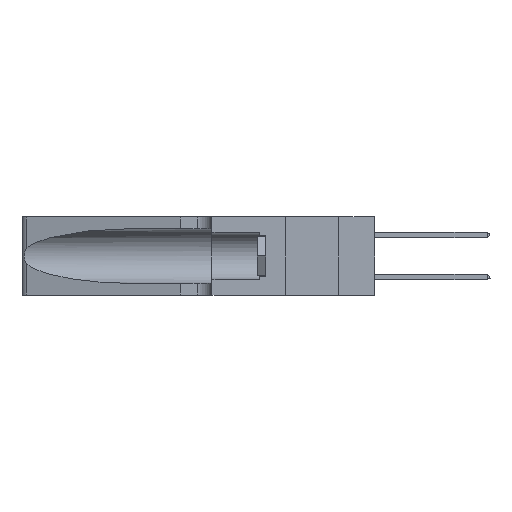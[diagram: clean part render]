
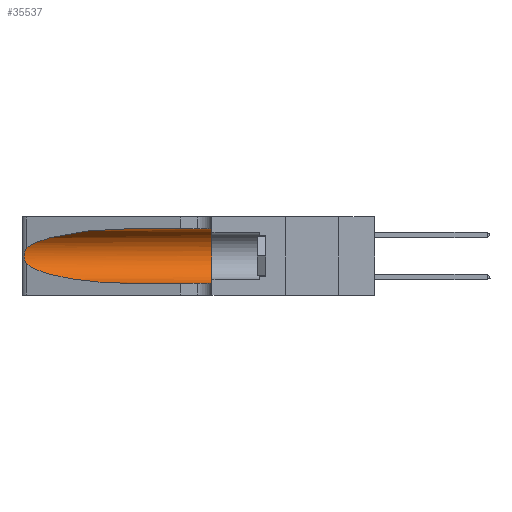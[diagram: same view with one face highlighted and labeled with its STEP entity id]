
A CAD part, left-side view. The second image highlights one B-rep face of the part: STEP entity #35537.
In plain terms, the highlighted cylindrical face has radius 3.308 mm (diameter 6.617 mm), a partial arc.
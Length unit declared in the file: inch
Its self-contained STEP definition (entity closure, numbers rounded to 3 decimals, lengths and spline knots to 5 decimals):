
#346 = EDGE_CURVE ( 'NONE', #25693, #42354, #14741, .T. ) ;
#1631 = CARTESIAN_POINT ( 'NONE',  ( 0.26075, 1.23896, 0.19203 ) ) ;
#2518 = CARTESIAN_POINT ( 'NONE',  ( 0.1305, 0.35, 0.31525 ) ) ;
#3513 = CARTESIAN_POINT ( 'NONE',  ( 0.25487, 1.22718, 0.14631 ) ) ;
#3955 = LINE ( 'NONE', #31832, #20569 ) ;
#4838 = CARTESIAN_POINT ( 'NONE',  ( 0.1305, 0.72297, 0.05475 ) ) ;
#5197 = CARTESIAN_POINT ( 'NONE',  ( 0.26017, 1.23833, 0.17102 ) ) ;
#6468 = CARTESIAN_POINT ( 'NONE',  ( 0.2373, 1.15595, 0.28018 ) ) ;
#6944 = CARTESIAN_POINT ( 'NONE',  ( 0.1305, 1.61858, 0.05475 ) ) ;
#7672 = EDGE_CURVE ( 'NONE', #37458, #32696, #11994, .T. ) ;
#8776 = CARTESIAN_POINT ( 'NONE',  ( 0.25789, 1.23486, 0.15765 ) ) ;
#9517 = CARTESIAN_POINT ( 'NONE',  ( 0.1305, 1.61858, 0.185 ) ) ;
#9988 = EDGE_LOOP ( 'NONE', ( #14710, #29829, #39941, #27814, #13609, #44209 ) ) ;
#10672 = CARTESIAN_POINT ( 'NONE',  ( 0.2373, 1.15595, 0.08982 ) ) ;
#11184 = AXIS2_PLACEMENT_3D ( 'NONE', #12188, #36892, #15748 ) ;
#11355 = CARTESIAN_POINT ( 'NONE',  ( 0.1305, 0.72297, 0.31525 ) ) ;
#11994 = CIRCLE ( 'NONE', #11184, 0.13025 ) ;
#12188 = CARTESIAN_POINT ( 'NONE',  ( 0.1305, 0.35, 0.185 ) ) ;
#12320 = CARTESIAN_POINT ( 'NONE',  ( 0.25555, 1.22993, 0.14849 ) ) ;
#13609 = ORIENTED_EDGE ( 'NONE', *, *, #7672, .F. ) ;
#14086 = DIRECTION ( 'NONE',  ( 0., -1., 0. ) ) ;
#14710 = ORIENTED_EDGE ( 'NONE', *, *, #31641, .T. ) ;
#14741 = B_SPLINE_CURVE_WITH_KNOTS ( 'NONE', 3,
 ( #40378, #36874, #15720, #19269, #43902, #22835, #1631, #26379, #5197, #29959, #8776, #33484, #12320, #37019 ),
 .UNSPECIFIED., .F., .F.,
 ( 4, 2, 2, 2, 2, 2, 4 ),
 ( 0., 0.00027, 0.00053, 0.00107, 0.0016, 0.00187, 0.00214 ),
 .UNSPECIFIED. ) ;
#15720 = CARTESIAN_POINT ( 'NONE',  ( 0.25639, 1.23184, 0.21858 ) ) ;
#15748 = DIRECTION ( 'NONE',  ( 0., 0., 1. ) ) ;
#16982 = CARTESIAN_POINT ( 'NONE',  ( 0.1305, 0.72297, 0.31525 ) ) ;
#17193 = EDGE_CURVE ( 'NONE', #42354, #25489, #35979, .T. ) ;
#17528 = VECTOR ( 'NONE', #14086, 39.37008 ) ;
#17604 = DIRECTION ( 'NONE',  ( 0., -1., 0. ) ) ;
#17737 = CARTESIAN_POINT ( 'NONE',  ( 0.1305, 0.72297, 0.05475 ) ) ;
#19060 = EDGE_CURVE ( 'NONE', #25489, #32696, #26960, .T. ) ;
#19269 = CARTESIAN_POINT ( 'NONE',  ( 0.25787, 1.23484, 0.2124 ) ) ;
#20238 = CYLINDRICAL_SURFACE ( 'NONE', #23294, 0.13025 ) ;
#20569 = VECTOR ( 'NONE', #17604, 39.37008 ) ;
#22112 = EDGE_CURVE ( 'NONE', #23311, #37458, #3955, .T. ) ;
#22835 = CARTESIAN_POINT ( 'NONE',  ( 0.26018, 1.23835, 0.19895 ) ) ;
#23294 = AXIS2_PLACEMENT_3D ( 'NONE', #9517, #34067, #34222 ) ;
#23311 = VERTEX_POINT ( 'NONE', #11355 ) ;
#25489 = VERTEX_POINT ( 'NONE', #4838 ) ;
#25693 = VERTEX_POINT ( 'NONE', #34322 ) ;
#26379 = CARTESIAN_POINT ( 'NONE',  ( 0.26075, 1.23896, 0.178 ) ) ;
#26960 = LINE ( 'NONE', #6944, #17528 ) ;
#27814 = ORIENTED_EDGE ( 'NONE', *, *, #19060, .T. ) ;
#28546 = CARTESIAN_POINT ( 'NONE',  ( 0.25487, 1.22718, 0.14631 ) ) ;
#29829 = ORIENTED_EDGE ( 'NONE', *, *, #346, .T. ) ;
#29959 = CARTESIAN_POINT ( 'NONE',  ( 0.25856, 1.23593, 0.16098 ) ) ;
#31225 = CARTESIAN_POINT ( 'NONE',  ( 0.25487, 1.22718, 0.22369 ) ) ;
#31641 = EDGE_CURVE ( 'NONE', #23311, #25693, #32588, .T. ) ;
#31832 = CARTESIAN_POINT ( 'NONE',  ( 0.1305, 1.61858, 0.31525 ) ) ;
#32588 =( BOUNDED_CURVE ( )  B_SPLINE_CURVE ( 3, ( #16982, #37524, #6468, #31225 ),
 .UNSPECIFIED., .F., .F. ) 
 B_SPLINE_CURVE_WITH_KNOTS ( ( 4, 4 ),
 ( 1.5708, 2.84003 ),
 .UNSPECIFIED. ) 
 CURVE ( )  GEOMETRIC_REPRESENTATION_ITEM ( )  RATIONAL_B_SPLINE_CURVE ( ( 1., 0.87, 0.87, 1. ) ) 
 REPRESENTATION_ITEM ( '' )  );
#32696 = VERTEX_POINT ( 'NONE', #37989 ) ;
#33484 = CARTESIAN_POINT ( 'NONE',  ( 0.25639, 1.23186, 0.15144 ) ) ;
#34067 = DIRECTION ( 'NONE',  ( 0., -1., 0. ) ) ;
#34222 = DIRECTION ( 'NONE',  ( 0., 0., -1. ) ) ;
#34322 = CARTESIAN_POINT ( 'NONE',  ( 0.25487, 1.22718, 0.22369 ) ) ;
#35537 = ADVANCED_FACE ( 'NONE', ( #38986 ), #20238, .F. ) ;
#35979 =( BOUNDED_CURVE ( )  B_SPLINE_CURVE ( 3, ( #3513, #10672, #38874, #17737 ),
 .UNSPECIFIED., .F., .T. ) 
 B_SPLINE_CURVE_WITH_KNOTS ( ( 4, 4 ),
 ( 3.44316, 4.71239 ),
 .UNSPECIFIED. ) 
 CURVE ( )  GEOMETRIC_REPRESENTATION_ITEM ( )  RATIONAL_B_SPLINE_CURVE ( ( 1., 0.87, 0.87, 1. ) ) 
 REPRESENTATION_ITEM ( '' )  );
#36874 = CARTESIAN_POINT ( 'NONE',  ( 0.25555, 1.22994, 0.2215 ) ) ;
#36892 = DIRECTION ( 'NONE',  ( 0., 1., 0. ) ) ;
#37019 = CARTESIAN_POINT ( 'NONE',  ( 0.25487, 1.22718, 0.14631 ) ) ;
#37458 = VERTEX_POINT ( 'NONE', #2518 ) ;
#37524 = CARTESIAN_POINT ( 'NONE',  ( 0.18966, 0.96281, 0.31525 ) ) ;
#37989 = CARTESIAN_POINT ( 'NONE',  ( 0.1305, 0.35, 0.05475 ) ) ;
#38874 = CARTESIAN_POINT ( 'NONE',  ( 0.18966, 0.96281, 0.05475 ) ) ;
#38986 = FACE_OUTER_BOUND ( 'NONE', #9988, .T. ) ;
#39941 = ORIENTED_EDGE ( 'NONE', *, *, #17193, .T. ) ;
#40378 = CARTESIAN_POINT ( 'NONE',  ( 0.25487, 1.22718, 0.22369 ) ) ;
#42354 = VERTEX_POINT ( 'NONE', #28546 ) ;
#43902 = CARTESIAN_POINT ( 'NONE',  ( 0.25854, 1.2359, 0.20912 ) ) ;
#44209 = ORIENTED_EDGE ( 'NONE', *, *, #22112, .F. ) ;
